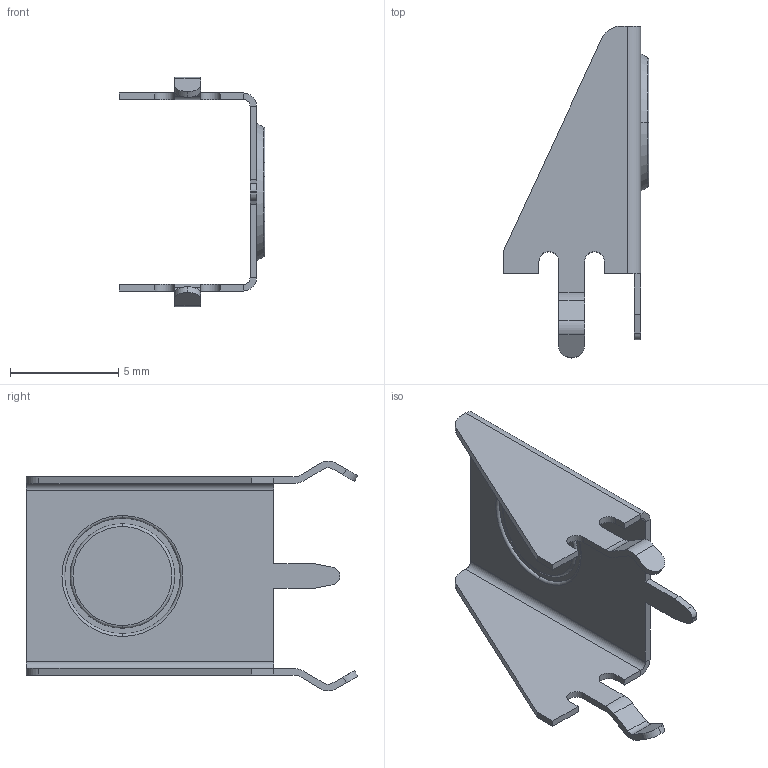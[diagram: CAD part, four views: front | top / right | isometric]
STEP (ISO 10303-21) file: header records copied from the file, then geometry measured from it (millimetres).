
FILE_DESCRIPTION (( 'STEP AP214' ), '1' );
FILE_NAME ('596.STEP', '2008-09-09T14:10:40', ( 'Richard Maletta' ), ( '' ), 'SwSTEP 2.0', 'SolidWorks 2008', '' );
FILE_SCHEMA (( 'AUTOMOTIVE_DESIGN' ));
Length unit declared in the file: inch
Products named in the file (1): 596
Bounding box: 6.73 x 15.31 x 10.62 mm (x, y, z)
Volume: 67.7 mm3; surface area: 427.5 mm2
Topology: 1 solids, 1 shells, 84 faces, 214 edges, 136 vertices
Faces by surface type: plane 48, cylinder 24, torus 8, cone 4
Entity records: 2561 total; most frequent: DIRECTION 460, CARTESIAN_POINT 435, ORIENTED_EDGE 428, EDGE_CURVE 214, AXIS2_PLACEMENT_3D 161, VECTOR 138, LINE 138, VERTEX_POINT 136
